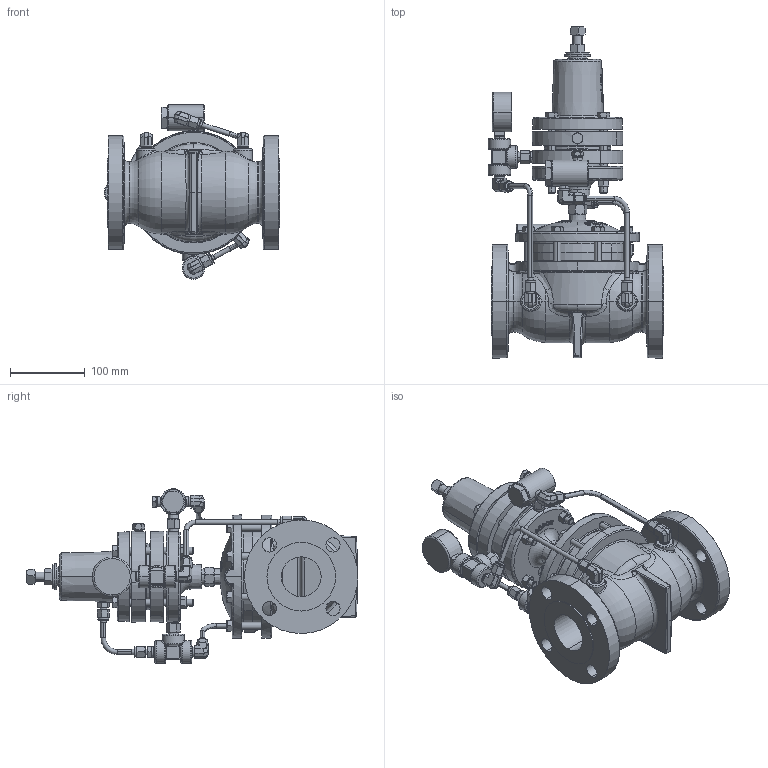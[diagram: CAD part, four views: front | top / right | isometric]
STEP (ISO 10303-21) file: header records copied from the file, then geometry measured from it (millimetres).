
FILE_DESCRIPTION (( 'STEP AP203' ), '1' );
FILE_NAME ('2 INCH 227 FGT PRB-S (AJR).STEP', '2013-06-17T15:54:57', ( 'PCTech' ), ( 'Microsoft' ), 'SwSTEP 2.0', 'SolidWorks 2013', '' );
FILE_SCHEMA (( 'CONFIG_CONTROL_DESIGN' ));
Length unit declared in the file: inch
Products named in the file (1): 2 INCH 227 FGT PRB-S (AJR)
Bounding box: 235.92 x 445.63 x 234.14 mm (x, y, z)
Volume: 3827775.4 mm3; surface area: 537613.9 mm2
Topology: 1 solids, 12 shells, 3782 faces, 9518 edges, 6015 vertices
Faces by surface type: plane 1583, bspline 884, cylinder 667, cone 449, torus 164, sphere 35
Entity records: 161913 total; most frequent: CARTESIAN_POINT 77921, ORIENTED_EDGE 18966, DIRECTION 15051, EDGE_CURVE 9483, VERTEX_POINT 6014, AXIS2_PLACEMENT_3D 5426, VECTOR 4199, LINE 4199
